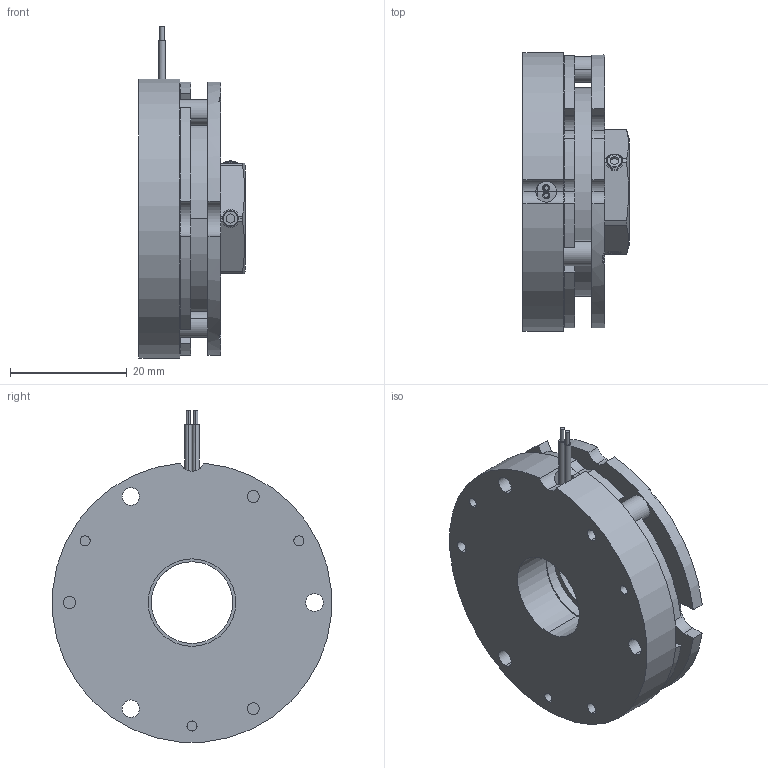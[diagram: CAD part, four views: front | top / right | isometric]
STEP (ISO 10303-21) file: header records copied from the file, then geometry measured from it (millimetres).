
FILE_DESCRIPTION (( 'STEP AP203' ), '1' );
FILE_NAME ('UTSEB-189-24-M14.STEP', '2018-04-17T16:44:36', ( 'Delete' ), ( 'Hewlett-Packard Company' ), 'SwSTEP 2.0', 'SolidWorks 2018', '' );
FILE_SCHEMA (( 'CONFIG_CONTROL_DESIGN' ));
Length unit declared in the file: inch
Products named in the file (1): UTSEB-189-24-M14
Bounding box: 18.2 x 47.82 x 56.93 mm (x, y, z)
Volume: 19258.7 mm3; surface area: 18446.9 mm2
Topology: 14 solids, 14 shells, 320 faces, 809 edges, 523 vertices
Faces by surface type: cylinder 132, plane 120, cone 56, torus 12
Entity records: 10087 total; most frequent: CARTESIAN_POINT 1984, DIRECTION 1764, ORIENTED_EDGE 1618, EDGE_CURVE 809, AXIS2_PLACEMENT_3D 675, VERTEX_POINT 523, LINE 414, VECTOR 414
